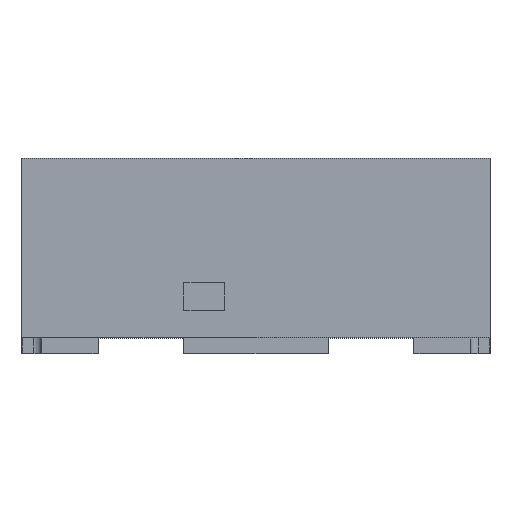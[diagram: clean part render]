
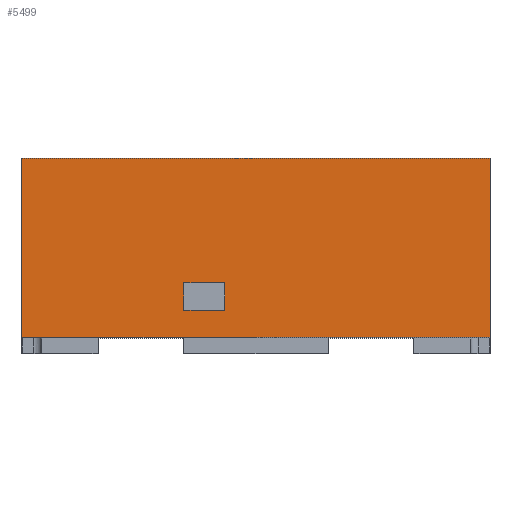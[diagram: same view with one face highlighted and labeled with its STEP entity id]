
A CAD part, top view. The second image highlights one B-rep face of the part: STEP entity #5499.
In plain terms, the highlighted planar face has unit normal (0, 0, 1).
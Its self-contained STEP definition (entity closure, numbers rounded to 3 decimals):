
#270 = VECTOR ( 'NONE', #5262, 1000. ) ;
#314 = CARTESIAN_POINT ( 'NONE',  ( -0.185, -1.844, 0.7 ) ) ;
#482 = CARTESIAN_POINT ( 'NONE',  ( -0.08, -1.844, 0.7 ) ) ;
#732 = EDGE_CURVE ( 'NONE', #6376, #5661, #1492, .T. ) ;
#855 = DIRECTION ( 'NONE',  ( 1., 0., 0. ) ) ;
#955 = EDGE_CURVE ( 'NONE', #6376, #7308, #2296, .T. ) ;
#1033 = CARTESIAN_POINT ( 'NONE',  ( -0.6, 0.18, 0.7 ) ) ;
#1296 = EDGE_LOOP ( 'NONE', ( #6006, #2313, #7171, #1616 ) ) ;
#1355 = CARTESIAN_POINT ( 'NONE',  ( -0.6, 0.5, 0.7 ) ) ;
#1398 = CARTESIAN_POINT ( 'NONE',  ( -0.6, 0.11, 0.7 ) ) ;
#1492 = LINE ( 'NONE', #3436, #3514 ) ;
#1615 = CARTESIAN_POINT ( 'NONE',  ( -0.6, 0.5, 0.7 ) ) ;
#1616 = ORIENTED_EDGE ( 'NONE', *, *, #5907, .F. ) ;
#1639 = CARTESIAN_POINT ( 'NONE',  ( -0.185, 0.18, 0.7 ) ) ;
#1779 = LINE ( 'NONE', #482, #3304 ) ;
#2130 = CARTESIAN_POINT ( 'NONE',  ( 0.6, 0.04, 0.7 ) ) ;
#2146 = DIRECTION ( 'NONE',  ( 0., 0., 1. ) ) ;
#2223 = ORIENTED_EDGE ( 'NONE', *, *, #3780, .T. ) ;
#2296 = LINE ( 'NONE', #5706, #2503 ) ;
#2313 = ORIENTED_EDGE ( 'NONE', *, *, #732, .T. ) ;
#2503 = VECTOR ( 'NONE', #5621, 1000. ) ;
#2512 = ORIENTED_EDGE ( 'NONE', *, *, #5245, .T. ) ;
#2827 = LINE ( 'NONE', #1398, #270 ) ;
#3304 = VECTOR ( 'NONE', #3689, 1000. ) ;
#3367 = VERTEX_POINT ( 'NONE', #1639 ) ;
#3413 = CARTESIAN_POINT ( 'NONE',  ( -0.08, 0.18, 0.7 ) ) ;
#3436 = CARTESIAN_POINT ( 'NONE',  ( 0.6, -1.844, 0.7 ) ) ;
#3446 = VERTEX_POINT ( 'NONE', #8124 ) ;
#3514 = VECTOR ( 'NONE', #4105, 1000. ) ;
#3614 = LINE ( 'NONE', #1033, #5137 ) ;
#3689 = DIRECTION ( 'NONE',  ( 0., -1., 0. ) ) ;
#3780 = EDGE_CURVE ( 'NONE', #3446, #3831, #2827, .T. ) ;
#3831 = VERTEX_POINT ( 'NONE', #5349 ) ;
#3951 = CARTESIAN_POINT ( 'NONE',  ( -0.6, 0.04, 0.7 ) ) ;
#3974 = EDGE_CURVE ( 'NONE', #3831, #3367, #6572, .T. ) ;
#4105 = DIRECTION ( 'NONE',  ( 0., 1., 0. ) ) ;
#4169 = VERTEX_POINT ( 'NONE', #3413 ) ;
#4334 = DIRECTION ( 'NONE',  ( 1., 0., 0. ) ) ;
#4502 = ORIENTED_EDGE ( 'NONE', *, *, #3974, .T. ) ;
#4699 = PLANE ( 'NONE',  #6308 ) ;
#5109 = LINE ( 'NONE', #1355, #5609 ) ;
#5137 = VECTOR ( 'NONE', #4334, 1000. ) ;
#5245 = EDGE_CURVE ( 'NONE', #3367, #4169, #3614, .T. ) ;
#5262 = DIRECTION ( 'NONE',  ( -1., 0., 0. ) ) ;
#5330 = VECTOR ( 'NONE', #8219, 1000. ) ;
#5349 = CARTESIAN_POINT ( 'NONE',  ( -0.185, 0.11, 0.7 ) ) ;
#5499 = ADVANCED_FACE ( 'NONE', ( #5728, #7039 ), #4699, .T. ) ;
#5609 = VECTOR ( 'NONE', #5866, 1000. ) ;
#5621 = DIRECTION ( 'NONE',  ( -1., 0., 0. ) ) ;
#5661 = VERTEX_POINT ( 'NONE', #7996 ) ;
#5706 = CARTESIAN_POINT ( 'NONE',  ( -0.6, 0.04, 0.7 ) ) ;
#5728 = FACE_OUTER_BOUND ( 'NONE', #1296, .T. ) ;
#5866 = DIRECTION ( 'NONE',  ( 1., 0., 0. ) ) ;
#5907 = EDGE_CURVE ( 'NONE', #7308, #6159, #7030, .T. ) ;
#6006 = ORIENTED_EDGE ( 'NONE', *, *, #955, .F. ) ;
#6010 = CARTESIAN_POINT ( 'NONE',  ( -0.6, -1.844, 0.7 ) ) ;
#6159 = VERTEX_POINT ( 'NONE', #1615 ) ;
#6308 = AXIS2_PLACEMENT_3D ( 'NONE', #6010, #2146, #855 ) ;
#6353 = CARTESIAN_POINT ( 'NONE',  ( -0.6, -1.844, 0.7 ) ) ;
#6376 = VERTEX_POINT ( 'NONE', #2130 ) ;
#6572 = LINE ( 'NONE', #314, #6764 ) ;
#6629 = EDGE_CURVE ( 'NONE', #4169, #3446, #1779, .T. ) ;
#6764 = VECTOR ( 'NONE', #8084, 1000. ) ;
#6891 = EDGE_LOOP ( 'NONE', ( #2223, #4502, #2512, #8004 ) ) ;
#7030 = LINE ( 'NONE', #6353, #5330 ) ;
#7039 = FACE_BOUND ( 'NONE', #6891, .T. ) ;
#7171 = ORIENTED_EDGE ( 'NONE', *, *, #7351, .F. ) ;
#7308 = VERTEX_POINT ( 'NONE', #3951 ) ;
#7351 = EDGE_CURVE ( 'NONE', #6159, #5661, #5109, .T. ) ;
#7996 = CARTESIAN_POINT ( 'NONE',  ( 0.6, 0.5, 0.7 ) ) ;
#8004 = ORIENTED_EDGE ( 'NONE', *, *, #6629, .T. ) ;
#8084 = DIRECTION ( 'NONE',  ( 0., 1., 0. ) ) ;
#8124 = CARTESIAN_POINT ( 'NONE',  ( -0.08, 0.11, 0.7 ) ) ;
#8219 = DIRECTION ( 'NONE',  ( 0., 1., 0. ) ) ;
